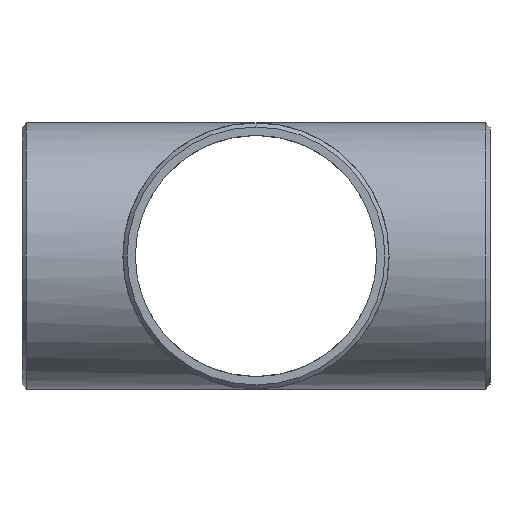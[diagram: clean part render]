
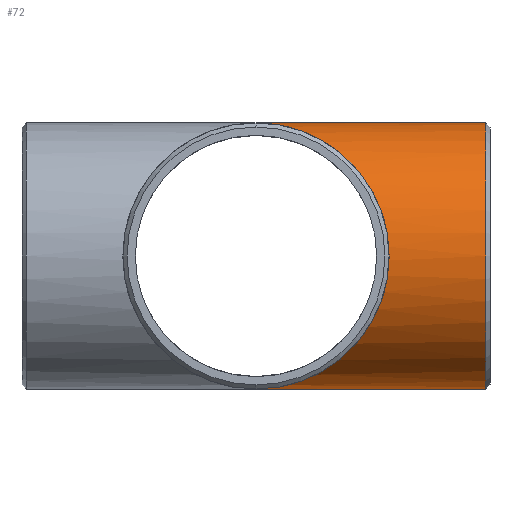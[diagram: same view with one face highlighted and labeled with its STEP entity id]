
A CAD part, left-side view. The second image highlights one B-rep face of the part: STEP entity #72.
In plain terms, the highlighted cylindrical face has radius 70.5 mm (diameter 141 mm), a partial arc.
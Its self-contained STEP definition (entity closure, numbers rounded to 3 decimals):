
#6 = AXIS2_PLACEMENT_3D ( 'NONE', #732, #137, #192 ) ;
#14 = CARTESIAN_POINT ( 'NONE',  ( -141., -141., -70.5 ) ) ;
#16 = VERTEX_POINT ( 'NONE', #265 ) ;
#72 = ADVANCED_FACE ( 'NONE', ( #495 ), #730, .T. ) ;
#75 = ORIENTED_EDGE ( 'NONE', *, *, #248, .T. ) ;
#112 = ORIENTED_EDGE ( 'NONE', *, *, #225, .F. ) ;
#137 = DIRECTION ( 'NONE',  ( 0., 1., 0. ) ) ;
#144 = VERTEX_POINT ( 'NONE', #153 ) ;
#153 = CARTESIAN_POINT ( 'NONE',  ( 0., 0., -70.5 ) ) ;
#154 = VECTOR ( 'NONE', #403, 1000. ) ;
#192 = DIRECTION ( 'NONE',  ( 0., 0., -1. ) ) ;
#225 = EDGE_CURVE ( 'NONE', #468, #144, #698, .T. ) ;
#248 = EDGE_CURVE ( 'NONE', #619, #16, #704, .T. ) ;
#265 = CARTESIAN_POINT ( 'NONE',  ( 0., 0., 70.5 ) ) ;
#317 = DIRECTION ( 'NONE',  ( 0., 1., 0. ) ) ;
#397 = CARTESIAN_POINT ( 'NONE',  ( 0., 0., 70.5 ) ) ;
#398 = DIRECTION ( 'NONE',  ( 0., 1., 0. ) ) ;
#403 = DIRECTION ( 'NONE',  ( 0., 1., 0. ) ) ;
#420 = EDGE_LOOP ( 'NONE', ( #796, #75, #722, #112 ) ) ;
#423 = VECTOR ( 'NONE', #398, 1000. ) ;
#427 =( BOUNDED_CURVE ( )  B_SPLINE_CURVE ( 3, ( #528, #14, #765, #397 ),
 .UNSPECIFIED., .F., .T. ) 
 B_SPLINE_CURVE_WITH_KNOTS ( ( 4, 4 ),
 ( 4.712, 7.854 ),
 .UNSPECIFIED. ) 
 CURVE ( )  GEOMETRIC_REPRESENTATION_ITEM ( )  RATIONAL_B_SPLINE_CURVE ( ( 1., 0.333, 0.333, 1. ) ) 
 REPRESENTATION_ITEM ( '' )  );
#446 = EDGE_CURVE ( 'NONE', #468, #619, #504, .T. ) ;
#468 = VERTEX_POINT ( 'NONE', #691 ) ;
#495 = FACE_OUTER_BOUND ( 'NONE', #420, .T. ) ;
#504 = CIRCLE ( 'NONE', #6, 70.5 ) ;
#512 = DIRECTION ( 'NONE',  ( 0., 0., -1. ) ) ;
#528 = CARTESIAN_POINT ( 'NONE',  ( 0., 0., -70.5 ) ) ;
#572 = CARTESIAN_POINT ( 'NONE',  ( 0., -124., 0. ) ) ;
#580 = CARTESIAN_POINT ( 'NONE',  ( 0., -124., 70.5 ) ) ;
#619 = VERTEX_POINT ( 'NONE', #757 ) ;
#691 = CARTESIAN_POINT ( 'NONE',  ( 0., -121.817, -70.5 ) ) ;
#698 = LINE ( 'NONE', #705, #423 ) ;
#704 = LINE ( 'NONE', #580, #154 ) ;
#705 = CARTESIAN_POINT ( 'NONE',  ( 0., -124., -70.5 ) ) ;
#718 = EDGE_CURVE ( 'NONE', #144, #16, #427, .T. ) ;
#722 = ORIENTED_EDGE ( 'NONE', *, *, #718, .F. ) ;
#730 = CYLINDRICAL_SURFACE ( 'NONE', #734, 70.5 ) ;
#732 = CARTESIAN_POINT ( 'NONE',  ( 0., -121.817, 0. ) ) ;
#734 = AXIS2_PLACEMENT_3D ( 'NONE', #572, #317, #512 ) ;
#757 = CARTESIAN_POINT ( 'NONE',  ( 0., -121.817, 70.5 ) ) ;
#765 = CARTESIAN_POINT ( 'NONE',  ( -141., -141., 70.5 ) ) ;
#796 = ORIENTED_EDGE ( 'NONE', *, *, #446, .T. ) ;
